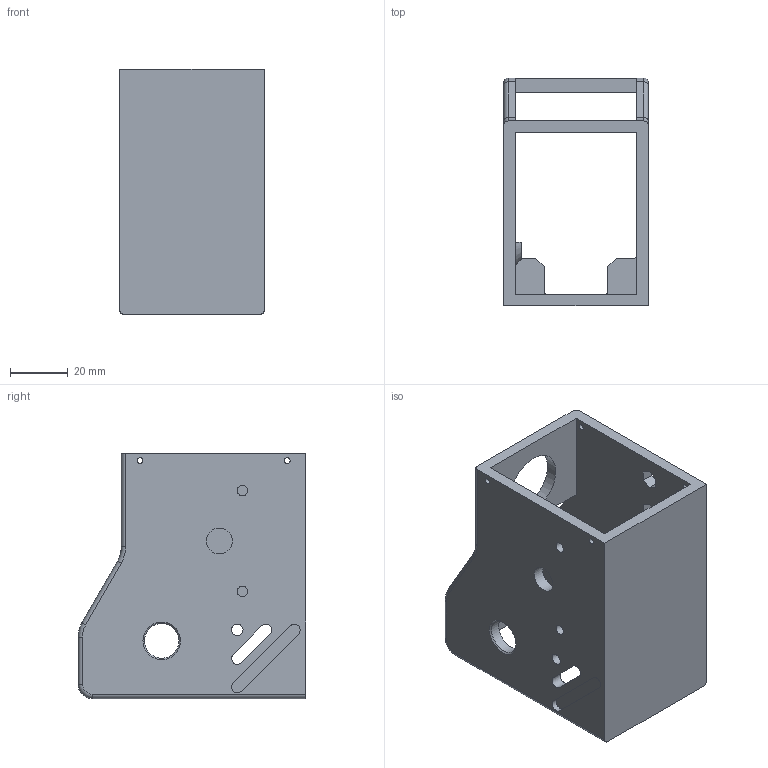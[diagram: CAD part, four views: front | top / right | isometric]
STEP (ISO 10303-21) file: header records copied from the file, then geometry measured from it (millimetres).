
FILE_DESCRIPTION(/* description */ (''),/* implementation_level */ '2;1');
FILE_NAME(/* name */ 'Shell.step',/* time_stamp */ '2023-12-11T17:50:51+08:00',/* author */ (''),/* organization */ (''),/* preprocessor_version */ 'ST-DEVELOPER v20',/* originating_system */ 'Autodesk Translation Framework v12.14.0.127',/* authorisation */ '');
FILE_SCHEMA (('AUTOMOTIVE_DESIGN { 1 0 10303 214 3 1 1 }'));
Length unit declared in the file: millimetre
Products named in the file (1): Shell
Bounding box: 50 x 79 x 85 mm (x, y, z)
Volume: 64330.9 mm3; surface area: 37305 mm2
Topology: 1 solids, 1 shells, 176 faces, 487 edges, 318 vertices
Faces by surface type: plane 123, cylinder 43, torus 6, cone 4
Full cylindrical faces by diameter (mm): 2 x4, 3.6 x2, 4 x2, 9 x1, 12 x2, 22 x1
Entity records: 5692 total; most frequent: CARTESIAN_POINT 982, ORIENTED_EDGE 974, DIRECTION 941, EDGE_CURVE 487, LINE 387, VECTOR 387, VERTEX_POINT 318, AXIS2_PLACEMENT_3D 277
